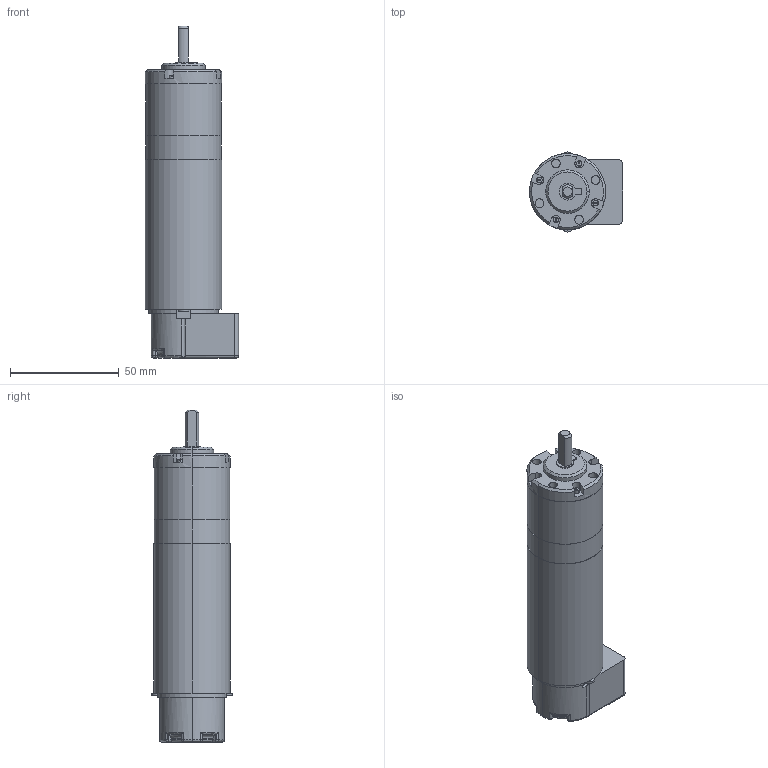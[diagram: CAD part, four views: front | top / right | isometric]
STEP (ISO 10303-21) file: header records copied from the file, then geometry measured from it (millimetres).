
FILE_DESCRIPTION (( 'STEP AP203' ), '1' );
FILE_NAME ('RoboMaster RM35直流有刷减速电机.STEP', '2018-02-07T06:29:00', ( 'dji-n505' ), ( '' ), 'SwSTEP 2.0', 'SolidWorks 2016', '' );
FILE_SCHEMA (( 'CONFIG_CONTROL_DESIGN' ));
Length unit declared in the file: millimetre
Products named in the file (1): RoboMaster RM35直流有刷减速电机
Bounding box: 42.8 x 36.8 x 152.58 mm (x, y, z)
Surface area: 19013.7 mm2 (no closed solid volume)
Topology: 0 solids, 3 shells, 204 faces, 526 edges, 344 vertices
Faces by surface type: plane 107, cylinder 70, torus 10, cone 9, bspline 4, sphere 4
Entity records: 6503 total; most frequent: CARTESIAN_POINT 1379, DIRECTION 1074, ORIENTED_EDGE 1036, EDGE_CURVE 522, AXIS2_PLACEMENT_3D 389, VERTEX_POINT 342, VECTOR 296, LINE 296
